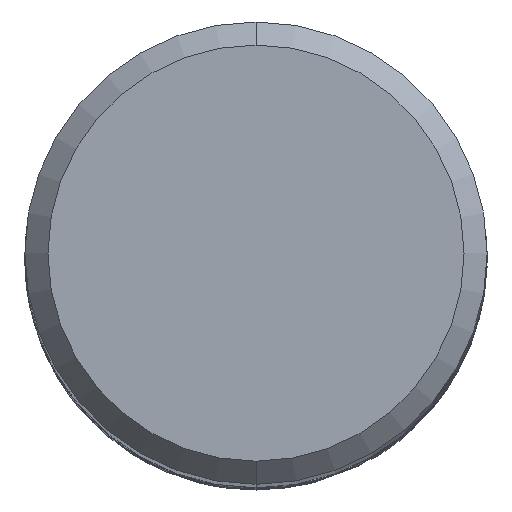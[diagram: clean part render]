
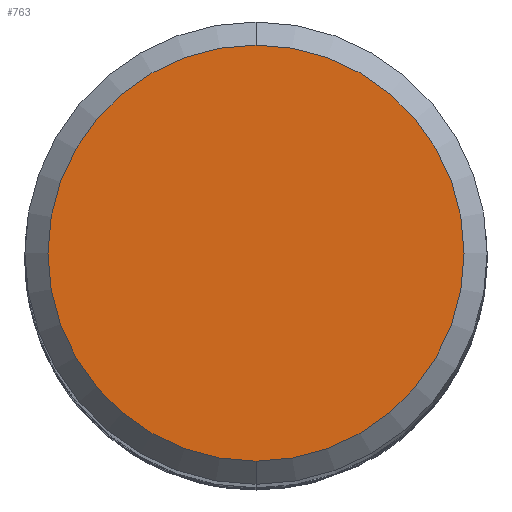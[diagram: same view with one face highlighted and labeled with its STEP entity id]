
A CAD part, top view. The second image highlights one B-rep face of the part: STEP entity #763.
In plain terms, the highlighted planar face has unit normal (0, 0, 1).
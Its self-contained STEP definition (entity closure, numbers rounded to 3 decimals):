
#763=ADVANCED_FACE('',(#1739),#1740,.T.);
#931=EDGE_CURVE('',#935,#1231,#1924,.T.);
#935=VERTEX_POINT('',#1928);
#1231=VERTEX_POINT('',#2251);
#1309=EDGE_CURVE('',#1231,#935,#2337,.T.);
#1739=FACE_OUTER_BOUND('',#7078,.T.);
#1740=PLANE('',#7079);
#1924=CIRCLE('',#9092,5.4);
#1928=CARTESIAN_POINT('',(0.,-5.4,0.0));
#2251=CARTESIAN_POINT('',(0.0,5.4,0.0));
#2337=CIRCLE('',#17433,5.4);
#7078=EDGE_LOOP('',(#18838,#18839));
#7079=AXIS2_PLACEMENT_3D('',#18840,#18841,#18842);
#9092=AXIS2_PLACEMENT_3D('',#19028,#19029,#19030);
#17433=AXIS2_PLACEMENT_3D('',#19415,#19416,#19417);
#18838=ORIENTED_EDGE('',*,*,#1309,.F.);
#18839=ORIENTED_EDGE('',*,*,#931,.F.);
#18840=CARTESIAN_POINT('',(0.0,2.7,0.0));
#18841=DIRECTION('',(-0.0,0.0,1.0));
#18842=DIRECTION('',(0.0,-1.0,0.0));
#19028=CARTESIAN_POINT('',(0.0,0.0,0.0));
#19029=DIRECTION('',(0.0,0.0,-1.0));
#19030=DIRECTION('',(0.0,1.0,0.0));
#19415=CARTESIAN_POINT('',(0.0,0.0,0.0));
#19416=DIRECTION('',(0.0,0.0,-1.0));
#19417=DIRECTION('',(0.0,1.0,0.0));
